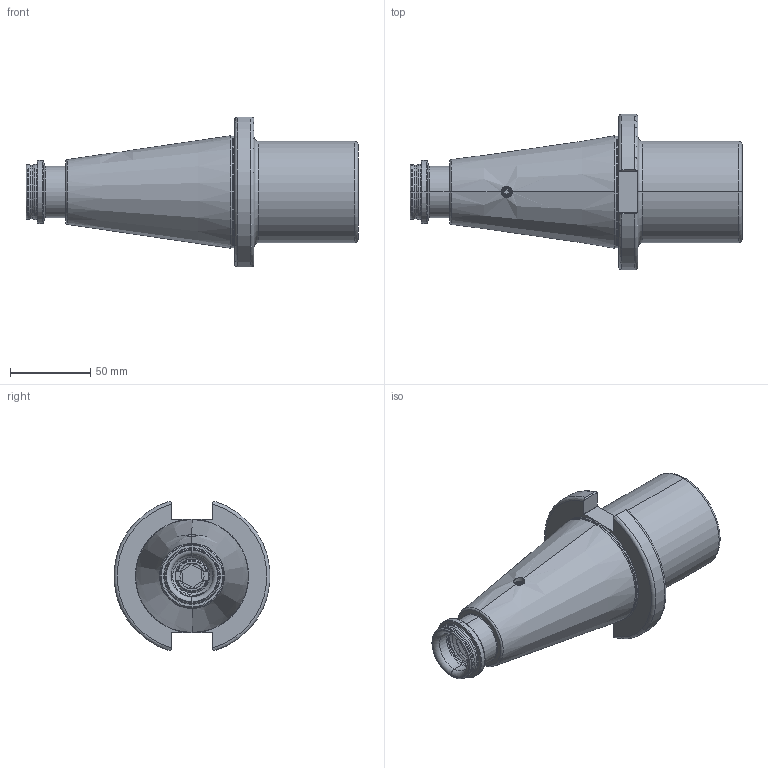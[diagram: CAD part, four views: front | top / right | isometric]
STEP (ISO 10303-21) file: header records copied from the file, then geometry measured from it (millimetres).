
FILE_DESCRIPTION (( 'STEP AP203' ), '1' );
FILE_NAME ('501.08.04A.STEP', '2016-11-26T05:12:42', ( '' ), ( '' ), 'SwSTEP 2.0', 'SolidWorks 2012', '' );
FILE_SCHEMA (( 'CONFIG_CONTROL_DESIGN' ));
Length unit declared in the file: millimetre
Products named in the file (5): 501.08.04A; 2-02.000.0060100C2_M6xP01-10L; 2-41371008AF_M24xP3_9.5L; 2-01130024_M16xP2-35L
Assembly tree (4 placements, depth 2):
  501.08.04A
    501.08.04A
    2-41371008AF_M24xP3_9.5L
    2-01130024_M16xP2-35L
    2-02.000.0060100C2_M6xP01-10L
Bounding box: 206.8 x 96.94 x 93.38 mm (x, y, z)
Volume: 452168 mm3; surface area: 75366.6 mm2
Topology: 4 solids, 4 shells, 362 faces, 940 edges, 593 vertices
Faces by surface type: cylinder 165, plane 74, cone 50, torus 49, bspline 24
Entity records: 26437 total; most frequent: CARTESIAN_POINT 17991, ORIENTED_EDGE 1876, DIRECTION 1475, EDGE_CURVE 938, VERTEX_POINT 593, AXIS2_PLACEMENT_3D 581, EDGE_LOOP 379, FACE_OUTER_BOUND 362
